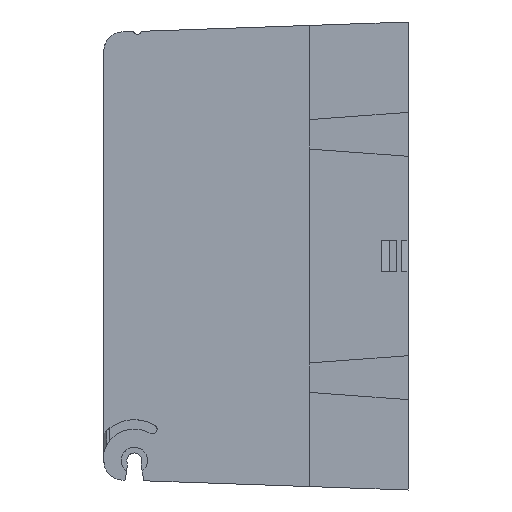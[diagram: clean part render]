
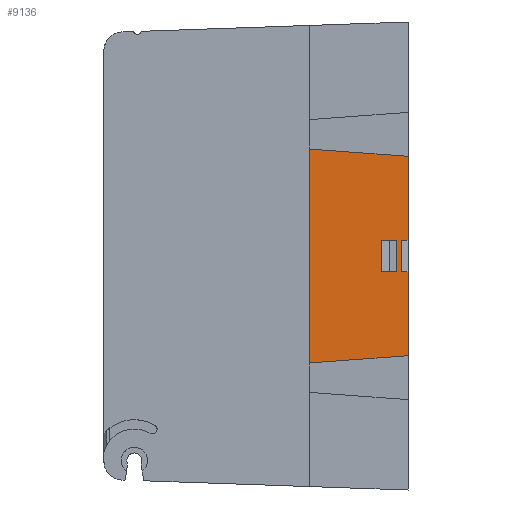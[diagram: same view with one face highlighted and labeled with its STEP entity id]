
A CAD part, left-side view. The second image highlights one B-rep face of the part: STEP entity #9136.
In plain terms, the highlighted planar face has unit normal (-1, 0, 0).
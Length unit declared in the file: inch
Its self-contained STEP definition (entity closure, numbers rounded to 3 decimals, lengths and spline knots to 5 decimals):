
#235 = EDGE_CURVE ( 'NONE', #22446, #920, #1729, .T. ) ;
#473 = DIRECTION ( 'NONE',  ( 0., -0.997, 0.074 ) ) ;
#839 = DIRECTION ( 'NONE',  ( 0., 0., -1. ) ) ;
#920 = VERTEX_POINT ( 'NONE', #10046 ) ;
#1256 = VECTOR ( 'NONE', #839, 39.37008 ) ;
#1280 = EDGE_CURVE ( 'NONE', #11731, #15588, #4289, .T. ) ;
#1721 = ORIENTED_EDGE ( 'NONE', *, *, #14392, .T. ) ;
#1729 = LINE ( 'NONE', #17730, #5921 ) ;
#1815 = ORIENTED_EDGE ( 'NONE', *, *, #22252, .T. ) ;
#1983 = DIRECTION ( 'NONE',  ( -1., 0., 0. ) ) ;
#2194 = VERTEX_POINT ( 'NONE', #22578 ) ;
#2607 = ORIENTED_EDGE ( 'NONE', *, *, #8433, .T. ) ;
#2735 = ORIENTED_EDGE ( 'NONE', *, *, #1280, .T. ) ;
#2933 = LINE ( 'NONE', #12694, #12394 ) ;
#3076 = VECTOR ( 'NONE', #12595, 39.37008 ) ;
#3261 = CARTESIAN_POINT ( 'NONE',  ( -0.9242, -1.1675, -0.17 ) ) ;
#3790 = DIRECTION ( 'NONE',  ( 0., 0., 1. ) ) ;
#3988 = ORIENTED_EDGE ( 'NONE', *, *, #18225, .F. ) ;
#4060 = VECTOR ( 'NONE', #473, 39.37008 ) ;
#4289 = LINE ( 'NONE', #6290, #17393 ) ;
#4639 = ORIENTED_EDGE ( 'NONE', *, *, #16387, .T. ) ;
#4967 = CARTESIAN_POINT ( 'NONE',  ( -0.9242, -1.2375, 1.065 ) ) ;
#5921 = VECTOR ( 'NONE', #7021, 39.37008 ) ;
#5927 = VERTEX_POINT ( 'NONE', #4967 ) ;
#6009 = CARTESIAN_POINT ( 'NONE',  ( -0.9242, -1.2375, -0.17 ) ) ;
#6290 = CARTESIAN_POINT ( 'NONE',  ( -0.9242, -1.2375, -2.25 ) ) ;
#6717 = CARTESIAN_POINT ( 'NONE',  ( -0.9242, -1.2375, -1.065 ) ) ;
#6817 = EDGE_CURVE ( 'NONE', #13642, #5927, #8186, .T. ) ;
#7021 = DIRECTION ( 'NONE',  ( 0., 1., 0. ) ) ;
#7319 = EDGE_LOOP ( 'NONE', ( #18848, #2607, #21296, #3988 ) ) ;
#7376 = CARTESIAN_POINT ( 'NONE',  ( -0.9242, -0.1875, 1.14282 ) ) ;
#7756 = EDGE_CURVE ( 'NONE', #13543, #11731, #18302, .T. ) ;
#7768 = EDGE_LOOP ( 'NONE', ( #14033, #4639, #20066, #1815, #22598, #2735, #1721, #19177 ) ) ;
#8186 = LINE ( 'NONE', #21955, #17126 ) ;
#8433 = EDGE_CURVE ( 'NONE', #2194, #12991, #19212, .T. ) ;
#8601 = VECTOR ( 'NONE', #20613, 39.37008 ) ;
#8841 = CARTESIAN_POINT ( 'NONE',  ( -0.9242, -0.9559, 0.17 ) ) ;
#9136 = ADVANCED_FACE ( 'NONE', ( #15250, #19454 ), #16158, .T. ) ;
#9320 = CARTESIAN_POINT ( 'NONE',  ( -0.9242, -1.2375, -1.065 ) ) ;
#9537 = CARTESIAN_POINT ( 'NONE',  ( -0.9242, -1.1175, -0.17 ) ) ;
#9593 = CARTESIAN_POINT ( 'NONE',  ( -0.9242, -0.9559, -0.17 ) ) ;
#10046 = CARTESIAN_POINT ( 'NONE',  ( -0.9242, -1.1675, 0.17 ) ) ;
#11383 = DIRECTION ( 'NONE',  ( 0., 1., 0. ) ) ;
#11731 = VERTEX_POINT ( 'NONE', #6717 ) ;
#11943 = CARTESIAN_POINT ( 'NONE',  ( -0.9242, -1.1175, 0.17 ) ) ;
#12149 = LINE ( 'NONE', #6009, #21741 ) ;
#12394 = VECTOR ( 'NONE', #21653, 39.37008 ) ;
#12522 = CARTESIAN_POINT ( 'NONE',  ( -0.9242, -0.9559, 0.17 ) ) ;
#12595 = DIRECTION ( 'NONE',  ( 0., 1., 0. ) ) ;
#12633 = CARTESIAN_POINT ( 'NONE',  ( -0.9242, -0.1875, -2.21333 ) ) ;
#12694 = CARTESIAN_POINT ( 'NONE',  ( -0.9242, -1.1675, 0.17 ) ) ;
#12991 = VERTEX_POINT ( 'NONE', #9537 ) ;
#13543 = VERTEX_POINT ( 'NONE', #19628 ) ;
#13642 = VERTEX_POINT ( 'NONE', #7376 ) ;
#13670 = VECTOR ( 'NONE', #19314, 39.37008 ) ;
#13762 = DIRECTION ( 'NONE',  ( 0., 0., -1. ) ) ;
#14033 = ORIENTED_EDGE ( 'NONE', *, *, #235, .F. ) ;
#14240 = LINE ( 'NONE', #17509, #13670 ) ;
#14392 = EDGE_CURVE ( 'NONE', #15588, #16513, #12149, .T. ) ;
#14448 = DIRECTION ( 'NONE',  ( 0., 0., 1. ) ) ;
#14821 = VECTOR ( 'NONE', #11383, 39.37008 ) ;
#14926 = LINE ( 'NONE', #22175, #1256 ) ;
#15250 = FACE_OUTER_BOUND ( 'NONE', #7768, .T. ) ;
#15588 = VERTEX_POINT ( 'NONE', #22999 ) ;
#15742 = EDGE_CURVE ( 'NONE', #12991, #16037, #19588, .T. ) ;
#16037 = VERTEX_POINT ( 'NONE', #19273 ) ;
#16158 = PLANE ( 'NONE',  #19754 ) ;
#16387 = EDGE_CURVE ( 'NONE', #22446, #5927, #18130, .T. ) ;
#16406 = VECTOR ( 'NONE', #13762, 39.37008 ) ;
#16513 = VERTEX_POINT ( 'NONE', #3261 ) ;
#17126 = VECTOR ( 'NONE', #18000, 39.37008 ) ;
#17393 = VECTOR ( 'NONE', #3790, 39.37008 ) ;
#17509 = CARTESIAN_POINT ( 'NONE',  ( -0.9242, -0.1875, 2.21333 ) ) ;
#17730 = CARTESIAN_POINT ( 'NONE',  ( -0.9242, -1.2375, 0.17 ) ) ;
#18000 = DIRECTION ( 'NONE',  ( 0., -0.997, -0.074 ) ) ;
#18130 = LINE ( 'NONE', #18801, #8601 ) ;
#18225 = EDGE_CURVE ( 'NONE', #20617, #16037, #14926, .T. ) ;
#18302 = LINE ( 'NONE', #9320, #4060 ) ;
#18801 = CARTESIAN_POINT ( 'NONE',  ( -0.9242, -1.2375, -2.25 ) ) ;
#18848 = ORIENTED_EDGE ( 'NONE', *, *, #23170, .F. ) ;
#19177 = ORIENTED_EDGE ( 'NONE', *, *, #21330, .F. ) ;
#19212 = LINE ( 'NONE', #11943, #16406 ) ;
#19273 = CARTESIAN_POINT ( 'NONE',  ( -0.9242, -0.9559, -0.17 ) ) ;
#19314 = DIRECTION ( 'NONE',  ( 0., 0., -1. ) ) ;
#19454 = FACE_BOUND ( 'NONE', #7319, .T. ) ;
#19588 = LINE ( 'NONE', #9593, #14821 ) ;
#19628 = CARTESIAN_POINT ( 'NONE',  ( -0.9242, -0.1875, -1.14282 ) ) ;
#19754 = AXIS2_PLACEMENT_3D ( 'NONE', #12633, #1983, #14448 ) ;
#19859 = CARTESIAN_POINT ( 'NONE',  ( -0.9242, -1.2375, 0.17 ) ) ;
#20066 = ORIENTED_EDGE ( 'NONE', *, *, #6817, .F. ) ;
#20242 = DIRECTION ( 'NONE',  ( 0., 1., 0. ) ) ;
#20613 = DIRECTION ( 'NONE',  ( 0., 0., 1. ) ) ;
#20617 = VERTEX_POINT ( 'NONE', #8841 ) ;
#21296 = ORIENTED_EDGE ( 'NONE', *, *, #15742, .T. ) ;
#21330 = EDGE_CURVE ( 'NONE', #920, #16513, #2933, .T. ) ;
#21543 = LINE ( 'NONE', #12522, #3076 ) ;
#21653 = DIRECTION ( 'NONE',  ( 0., 0., -1. ) ) ;
#21741 = VECTOR ( 'NONE', #20242, 39.37008 ) ;
#21955 = CARTESIAN_POINT ( 'NONE',  ( -0.9242, -0.43489, 1.12449 ) ) ;
#22175 = CARTESIAN_POINT ( 'NONE',  ( -0.9242, -0.9559, 0.17 ) ) ;
#22252 = EDGE_CURVE ( 'NONE', #13642, #13543, #14240, .T. ) ;
#22446 = VERTEX_POINT ( 'NONE', #19859 ) ;
#22578 = CARTESIAN_POINT ( 'NONE',  ( -0.9242, -1.1175, 0.17 ) ) ;
#22598 = ORIENTED_EDGE ( 'NONE', *, *, #7756, .T. ) ;
#22999 = CARTESIAN_POINT ( 'NONE',  ( -0.9242, -1.2375, -0.17 ) ) ;
#23170 = EDGE_CURVE ( 'NONE', #2194, #20617, #21543, .T. ) ;
